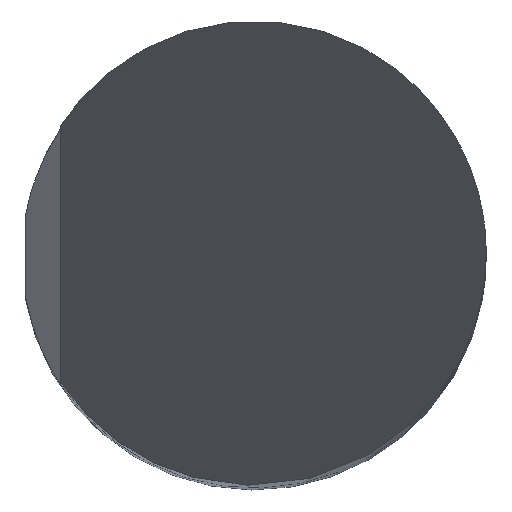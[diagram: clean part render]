
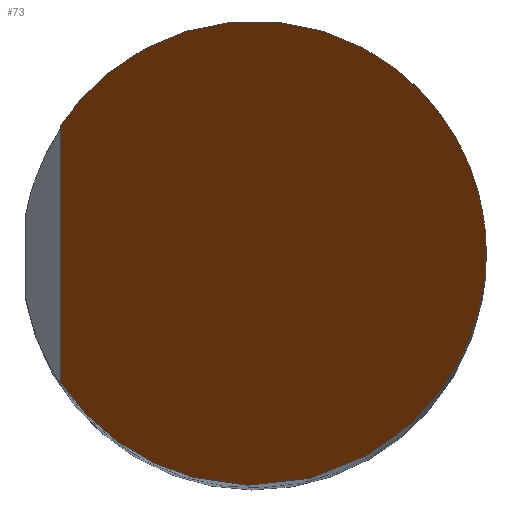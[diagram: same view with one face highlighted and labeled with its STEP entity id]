
A CAD part, top view. The second image highlights one B-rep face of the part: STEP entity #73.
In plain terms, the highlighted planar face has unit normal (-0.866, 0, 0.5).
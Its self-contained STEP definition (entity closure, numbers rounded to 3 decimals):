
#57=PLANE('',#359);
#73=ADVANCED_FACE('',(#94),#57,.F.);
#94=FACE_OUTER_BOUND('',#111,.T.);
#111=EDGE_LOOP('',(#193,#194));
#122=ELLIPSE('',#358,6.,3.);
#193=ORIENTED_EDGE('',*,*,#262,.F.);
#194=ORIENTED_EDGE('',*,*,#263,.T.);
#226=VERTEX_POINT('',#643);
#227=VERTEX_POINT('',#644);
#262=EDGE_CURVE('',#226,#227,#288,.T.);
#263=EDGE_CURVE('',#226,#227,#122,.T.);
#288=LINE('',#642,#312);
#312=VECTOR('',#434,1.);
#358=AXIS2_PLACEMENT_3D('',#645,#435,#436);
#359=AXIS2_PLACEMENT_3D('',#646,#437,#438);
#434=DIRECTION('',(0.,1.,0.));
#435=DIRECTION('',(-0.866,0.,0.5));
#436=DIRECTION('',(0.5,0.,0.866));
#437=DIRECTION('',(0.866,0.,-0.5));
#438=DIRECTION('',(-0.5,0.,-0.866));
#642=CARTESIAN_POINT('',(-2.5,-1.658,14.474));
#643=CARTESIAN_POINT('',(-2.5,-1.658,14.474));
#644=CARTESIAN_POINT('',(-2.5,1.658,14.474));
#645=CARTESIAN_POINT('',(0.,0.,18.804));
#646=CARTESIAN_POINT('',(3.,-3.6,24.));
